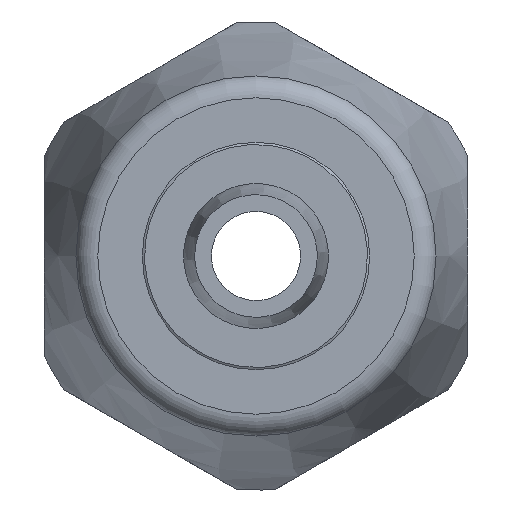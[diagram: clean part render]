
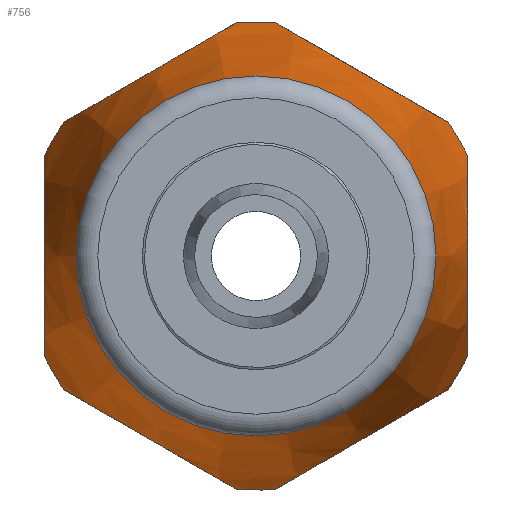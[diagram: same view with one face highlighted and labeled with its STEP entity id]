
A CAD part, front view. The second image highlights one B-rep face of the part: STEP entity #756.
In plain terms, the highlighted conical face has half-angle 12 degrees and reference radius 9.288 mm.
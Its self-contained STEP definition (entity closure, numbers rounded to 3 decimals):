
#39=CONICAL_SURFACE('',#837,9.288,0.209);
#61=CIRCLE('',#838,10.5);
#62=CIRCLE('',#839,10.5);
#63=CIRCLE('',#840,10.5);
#64=CIRCLE('',#841,8.075);
#65=CIRCLE('',#842,8.075);
#66=CIRCLE('',#843,10.5);
#67=CIRCLE('',#844,10.5);
#68=CIRCLE('',#845,10.5);
#123=FACE_OUTER_BOUND('',#172,.T.);
#172=EDGE_LOOP('',(#521,#522,#523,#524,#525,#526,#527,#528,#529,#530,#531,
#532,#533,#534,#535,#536,#537));
#219=(
BOUNDED_CURVE()
B_SPLINE_CURVE(2,(#1188,#1189,#1190),.UNSPECIFIED.,.F.,.F.)
B_SPLINE_CURVE_WITH_KNOTS((3,3),(0.,1.298),.UNSPECIFIED.)
CURVE()
GEOMETRIC_REPRESENTATION_ITEM()
RATIONAL_B_SPLINE_CURVE((1.,1.105,1.))
REPRESENTATION_ITEM('')
);
#220=(
BOUNDED_CURVE()
B_SPLINE_CURVE(2,(#1223,#1224,#1225),.UNSPECIFIED.,.F.,.F.)
B_SPLINE_CURVE_WITH_KNOTS((3,3),(0.,1.298),.UNSPECIFIED.)
CURVE()
GEOMETRIC_REPRESENTATION_ITEM()
RATIONAL_B_SPLINE_CURVE((1.,1.105,1.))
REPRESENTATION_ITEM('')
);
#221=(
BOUNDED_CURVE()
B_SPLINE_CURVE(2,(#1258,#1259,#1260),.UNSPECIFIED.,.F.,.F.)
B_SPLINE_CURVE_WITH_KNOTS((3,3),(0.,1.298),.UNSPECIFIED.)
CURVE()
GEOMETRIC_REPRESENTATION_ITEM()
RATIONAL_B_SPLINE_CURVE((1.,1.105,1.))
REPRESENTATION_ITEM('')
);
#222=(
BOUNDED_CURVE()
B_SPLINE_CURVE(2,(#1293,#1294,#1295),.UNSPECIFIED.,.F.,.F.)
B_SPLINE_CURVE_WITH_KNOTS((3,3),(0.649,1.298),
 .UNSPECIFIED.)
CURVE()
GEOMETRIC_REPRESENTATION_ITEM()
RATIONAL_B_SPLINE_CURVE((1.053,1.053,1.))
REPRESENTATION_ITEM('')
);
#223=(
BOUNDED_CURVE()
B_SPLINE_CURVE(2,(#1297,#1298,#1299),.UNSPECIFIED.,.F.,.F.)
B_SPLINE_CURVE_WITH_KNOTS((3,3),(0.,0.649),.UNSPECIFIED.)
CURVE()
GEOMETRIC_REPRESENTATION_ITEM()
RATIONAL_B_SPLINE_CURVE((1.,1.053,1.053))
REPRESENTATION_ITEM('')
);
#224=(
BOUNDED_CURVE()
B_SPLINE_CURVE(2,(#1332,#1333,#1334),.UNSPECIFIED.,.F.,.F.)
B_SPLINE_CURVE_WITH_KNOTS((3,3),(0.,1.298),.UNSPECIFIED.)
CURVE()
GEOMETRIC_REPRESENTATION_ITEM()
RATIONAL_B_SPLINE_CURVE((1.,1.105,1.))
REPRESENTATION_ITEM('')
);
#225=(
BOUNDED_CURVE()
B_SPLINE_CURVE(2,(#1367,#1368,#1369),.UNSPECIFIED.,.F.,.F.)
B_SPLINE_CURVE_WITH_KNOTS((3,3),(0.,1.298),.UNSPECIFIED.)
CURVE()
GEOMETRIC_REPRESENTATION_ITEM()
RATIONAL_B_SPLINE_CURVE((1.,1.105,1.))
REPRESENTATION_ITEM('')
);
#238=LINE('',#1391,#270);
#270=VECTOR('',#982,9.288);
#305=VERTEX_POINT('',#1185);
#306=VERTEX_POINT('',#1187);
#310=VERTEX_POINT('',#1220);
#311=VERTEX_POINT('',#1222);
#315=VERTEX_POINT('',#1255);
#316=VERTEX_POINT('',#1257);
#320=VERTEX_POINT('',#1290);
#321=VERTEX_POINT('',#1292);
#322=VERTEX_POINT('',#1296);
#326=VERTEX_POINT('',#1329);
#327=VERTEX_POINT('',#1331);
#331=VERTEX_POINT('',#1364);
#332=VERTEX_POINT('',#1366);
#333=VERTEX_POINT('',#1390);
#334=VERTEX_POINT('',#1392);
#369=EDGE_CURVE('',#306,#305,#219,.T.);
#374=EDGE_CURVE('',#311,#310,#220,.T.);
#379=EDGE_CURVE('',#316,#315,#221,.T.);
#384=EDGE_CURVE('',#321,#320,#222,.T.);
#385=EDGE_CURVE('',#322,#321,#223,.T.);
#390=EDGE_CURVE('',#327,#326,#224,.T.);
#395=EDGE_CURVE('',#332,#331,#225,.T.);
#407=EDGE_CURVE('',#332,#305,#61,.T.);
#408=EDGE_CURVE('',#327,#331,#62,.T.);
#409=EDGE_CURVE('',#322,#326,#63,.T.);
#410=EDGE_CURVE('',#321,#333,#238,.T.);
#411=EDGE_CURVE('',#333,#334,#64,.T.);
#412=EDGE_CURVE('',#334,#333,#65,.T.);
#413=EDGE_CURVE('',#316,#320,#66,.T.);
#414=EDGE_CURVE('',#311,#315,#67,.T.);
#415=EDGE_CURVE('',#306,#310,#68,.T.);
#521=ORIENTED_EDGE('',*,*,#369,.T.);
#522=ORIENTED_EDGE('',*,*,#407,.F.);
#523=ORIENTED_EDGE('',*,*,#395,.T.);
#524=ORIENTED_EDGE('',*,*,#408,.F.);
#525=ORIENTED_EDGE('',*,*,#390,.T.);
#526=ORIENTED_EDGE('',*,*,#409,.F.);
#527=ORIENTED_EDGE('',*,*,#385,.T.);
#528=ORIENTED_EDGE('',*,*,#410,.T.);
#529=ORIENTED_EDGE('',*,*,#411,.T.);
#530=ORIENTED_EDGE('',*,*,#412,.T.);
#531=ORIENTED_EDGE('',*,*,#410,.F.);
#532=ORIENTED_EDGE('',*,*,#384,.T.);
#533=ORIENTED_EDGE('',*,*,#413,.F.);
#534=ORIENTED_EDGE('',*,*,#379,.T.);
#535=ORIENTED_EDGE('',*,*,#414,.F.);
#536=ORIENTED_EDGE('',*,*,#374,.T.);
#537=ORIENTED_EDGE('',*,*,#415,.F.);
#756=ADVANCED_FACE('',(#123),#39,.T.);
#837=AXIS2_PLACEMENT_3D('',#1386,#974,#975);
#838=AXIS2_PLACEMENT_3D('',#1387,#976,#977);
#839=AXIS2_PLACEMENT_3D('',#1388,#978,#979);
#840=AXIS2_PLACEMENT_3D('',#1389,#980,#981);
#841=AXIS2_PLACEMENT_3D('',#1393,#983,#984);
#842=AXIS2_PLACEMENT_3D('',#1394,#985,#986);
#843=AXIS2_PLACEMENT_3D('',#1395,#987,#988);
#844=AXIS2_PLACEMENT_3D('',#1396,#989,#990);
#845=AXIS2_PLACEMENT_3D('',#1397,#991,#992);
#974=DIRECTION('center_axis',(0.,1.,0.));
#975=DIRECTION('ref_axis',(-1.,0.,0.));
#976=DIRECTION('center_axis',(0.,1.,0.));
#977=DIRECTION('ref_axis',(-1.,0.,0.));
#978=DIRECTION('center_axis',(0.,1.,0.));
#979=DIRECTION('ref_axis',(-1.,0.,0.));
#980=DIRECTION('center_axis',(0.,1.,0.));
#981=DIRECTION('ref_axis',(-1.,0.,0.));
#982=DIRECTION('',(-0.208,-0.978,0.));
#983=DIRECTION('center_axis',(0.,1.,0.));
#984=DIRECTION('ref_axis',(-1.,0.,0.));
#985=DIRECTION('center_axis',(0.,1.,0.));
#986=DIRECTION('ref_axis',(-1.,0.,0.));
#987=DIRECTION('center_axis',(0.,1.,0.));
#988=DIRECTION('ref_axis',(-1.,0.,0.));
#989=DIRECTION('center_axis',(0.,1.,0.));
#990=DIRECTION('ref_axis',(-1.,0.,0.));
#991=DIRECTION('center_axis',(0.,1.,0.));
#992=DIRECTION('ref_axis',(-1.,0.,0.));
#1185=CARTESIAN_POINT('',(-9.5,12.2,-4.472));
#1187=CARTESIAN_POINT('',(-9.5,12.2,4.472));
#1188=CARTESIAN_POINT('Ctrl Pts',(-9.5,12.2,4.472));
#1189=CARTESIAN_POINT('Ctrl Pts',(-9.5,3.239,0.));
#1190=CARTESIAN_POINT('Ctrl Pts',(-9.5,12.2,-4.472));
#1220=CARTESIAN_POINT('',(-8.623,12.2,5.991));
#1222=CARTESIAN_POINT('',(-0.877,12.2,10.463));
#1223=CARTESIAN_POINT('Ctrl Pts',(-0.877,12.2,10.463));
#1224=CARTESIAN_POINT('Ctrl Pts',(-4.75,3.239,8.227));
#1225=CARTESIAN_POINT('Ctrl Pts',(-8.623,12.2,5.991));
#1255=CARTESIAN_POINT('',(0.877,12.2,10.463));
#1257=CARTESIAN_POINT('',(8.623,12.2,5.991));
#1258=CARTESIAN_POINT('Ctrl Pts',(8.623,12.2,5.991));
#1259=CARTESIAN_POINT('Ctrl Pts',(4.75,3.239,8.227));
#1260=CARTESIAN_POINT('Ctrl Pts',(0.877,12.2,10.463));
#1290=CARTESIAN_POINT('',(9.5,12.2,4.472));
#1292=CARTESIAN_POINT('',(9.5,7.495,0.));
#1293=CARTESIAN_POINT('Ctrl Pts',(9.5,7.495,0.));
#1294=CARTESIAN_POINT('Ctrl Pts',(9.5,7.495,2.124));
#1295=CARTESIAN_POINT('Ctrl Pts',(9.5,12.2,4.472));
#1296=CARTESIAN_POINT('',(9.5,12.2,-4.472));
#1297=CARTESIAN_POINT('Ctrl Pts',(9.5,12.2,-4.472));
#1298=CARTESIAN_POINT('Ctrl Pts',(9.5,7.495,-2.124));
#1299=CARTESIAN_POINT('Ctrl Pts',(9.5,7.495,0.));
#1329=CARTESIAN_POINT('',(8.623,12.2,-5.991));
#1331=CARTESIAN_POINT('',(0.877,12.2,-10.463));
#1332=CARTESIAN_POINT('Ctrl Pts',(0.877,12.2,-10.463));
#1333=CARTESIAN_POINT('Ctrl Pts',(4.75,3.239,-8.227));
#1334=CARTESIAN_POINT('Ctrl Pts',(8.623,12.2,-5.991));
#1364=CARTESIAN_POINT('',(-0.877,12.2,-10.463));
#1366=CARTESIAN_POINT('',(-8.623,12.2,-5.991));
#1367=CARTESIAN_POINT('Ctrl Pts',(-8.623,12.2,-5.991));
#1368=CARTESIAN_POINT('Ctrl Pts',(-4.75,3.239,-8.227));
#1369=CARTESIAN_POINT('Ctrl Pts',(-0.877,12.2,-10.463));
#1386=CARTESIAN_POINT('Origin',(0.,6.496,0.));
#1387=CARTESIAN_POINT('Origin',(0.,12.2,0.));
#1388=CARTESIAN_POINT('Origin',(0.,12.2,0.));
#1389=CARTESIAN_POINT('Origin',(0.,12.2,0.));
#1390=CARTESIAN_POINT('',(8.075,0.792,0.));
#1391=CARTESIAN_POINT('',(9.288,6.496,0.));
#1392=CARTESIAN_POINT('',(0.,0.792,-8.075));
#1393=CARTESIAN_POINT('Origin',(0.,0.792,
0.));
#1394=CARTESIAN_POINT('Origin',(0.,0.792,
0.));
#1395=CARTESIAN_POINT('Origin',(0.,12.2,0.));
#1396=CARTESIAN_POINT('Origin',(0.,12.2,0.));
#1397=CARTESIAN_POINT('Origin',(0.,12.2,0.));
